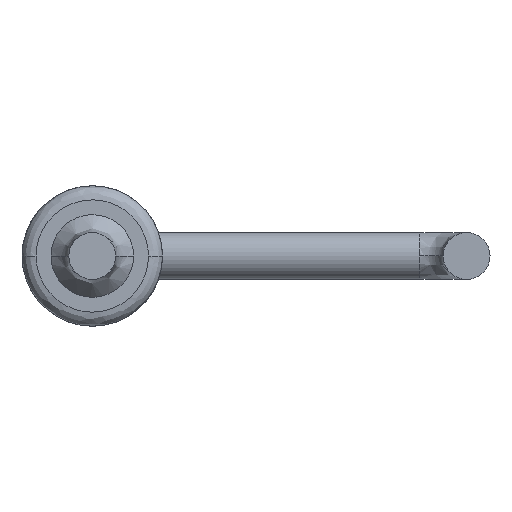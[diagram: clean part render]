
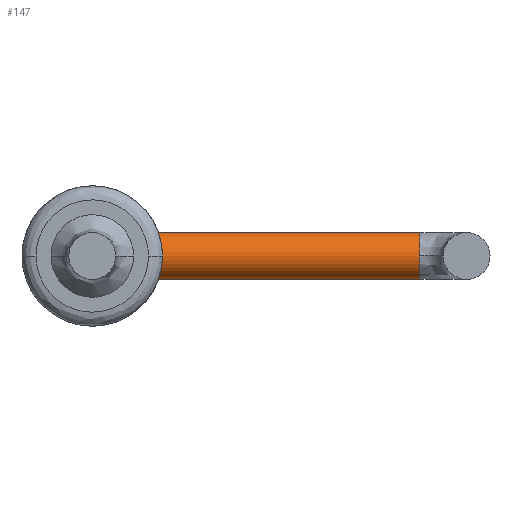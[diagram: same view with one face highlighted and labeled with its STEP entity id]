
A CAD part, front view. The second image highlights one B-rep face of the part: STEP entity #147.
In plain terms, the highlighted cylindrical face has radius 0.25 mm (diameter 0.5 mm), a partial arc.
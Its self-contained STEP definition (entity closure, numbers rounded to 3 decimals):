
#2 = CARTESIAN_POINT ( 'NONE',  ( 3.5, 5.75, 0. ) ) ;
#12 = VECTOR ( 'NONE', #463, 1000. ) ;
#13 = VERTEX_POINT ( 'NONE', #536 ) ;
#33 = DIRECTION ( 'NONE',  ( 0., 1., 0. ) ) ;
#52 = EDGE_CURVE ( 'NONE', #71, #13, #758, .T. ) ;
#53 = VERTEX_POINT ( 'NONE', #742 ) ;
#71 = VERTEX_POINT ( 'NONE', #342 ) ;
#89 = DIRECTION ( 'NONE',  ( 0., 1., 0. ) ) ;
#92 = EDGE_CURVE ( 'NONE', #53, #100, #1202, .T. ) ;
#100 = VERTEX_POINT ( 'NONE', #246 ) ;
#147 = ADVANCED_FACE ( 'NONE', ( #308 ), #690, .T. ) ;
#189 = ORIENTED_EDGE ( 'NONE', *, *, #92, .F. ) ;
#195 = CIRCLE ( 'NONE', #853, 0.25 ) ;
#214 = CIRCLE ( 'NONE', #604, 0.25 ) ;
#246 = CARTESIAN_POINT ( 'NONE',  ( 3.5, 6., 0.25 ) ) ;
#248 = EDGE_LOOP ( 'NONE', ( #189, #374, #1082, #837, #705, #651 ) ) ;
#281 = DIRECTION ( 'NONE',  ( 0., 0., -1. ) ) ;
#301 = CARTESIAN_POINT ( 'NONE',  ( 0.5, 6., 0. ) ) ;
#308 = FACE_OUTER_BOUND ( 'NONE', #248, .T. ) ;
#342 = CARTESIAN_POINT ( 'NONE',  ( 0.5, 5.75, 0. ) ) ;
#343 = CARTESIAN_POINT ( 'NONE',  ( 3.5, 6., 0. ) ) ;
#374 = ORIENTED_EDGE ( 'NONE', *, *, #715, .T. ) ;
#380 = VECTOR ( 'NONE', #817, 1000. ) ;
#412 = EDGE_CURVE ( 'NONE', #661, #1164, #214, .T. ) ;
#418 = DIRECTION ( 'NONE',  ( 1., 0., 0. ) ) ;
#446 = CIRCLE ( 'NONE', #490, 0.25 ) ;
#463 = DIRECTION ( 'NONE',  ( 1., 0., 0. ) ) ;
#490 = AXIS2_PLACEMENT_3D ( 'NONE', #343, #609, #33 ) ;
#527 = AXIS2_PLACEMENT_3D ( 'NONE', #301, #675, #281 ) ;
#536 = CARTESIAN_POINT ( 'NONE',  ( 0.5, 6., -0.25 ) ) ;
#564 = DIRECTION ( 'NONE',  ( 1., 0., 0. ) ) ;
#576 = CARTESIAN_POINT ( 'NONE',  ( 3.5, 6., 0. ) ) ;
#604 = AXIS2_PLACEMENT_3D ( 'NONE', #576, #1235, #89 ) ;
#609 = DIRECTION ( 'NONE',  ( 1., 0., 0. ) ) ;
#613 = LINE ( 'NONE', #889, #380 ) ;
#642 = CARTESIAN_POINT ( 'NONE',  ( 3.5, 6., -0.25 ) ) ;
#651 = ORIENTED_EDGE ( 'NONE', *, *, #787, .F. ) ;
#654 = DIRECTION ( 'NONE',  ( 0., 0., -1. ) ) ;
#661 = VERTEX_POINT ( 'NONE', #2 ) ;
#675 = DIRECTION ( 'NONE',  ( 1., 0., 0. ) ) ;
#690 = CYLINDRICAL_SURFACE ( 'NONE', #527, 0.25 ) ;
#705 = ORIENTED_EDGE ( 'NONE', *, *, #412, .F. ) ;
#715 = EDGE_CURVE ( 'NONE', #53, #71, #195, .T. ) ;
#742 = CARTESIAN_POINT ( 'NONE',  ( 0.5, 6., 0.25 ) ) ;
#751 = EDGE_CURVE ( 'NONE', #13, #1164, #613, .T. ) ;
#758 = CIRCLE ( 'NONE', #777, 0.25 ) ;
#777 = AXIS2_PLACEMENT_3D ( 'NONE', #840, #564, #654 ) ;
#787 = EDGE_CURVE ( 'NONE', #100, #661, #446, .T. ) ;
#817 = DIRECTION ( 'NONE',  ( 1., 0., 0. ) ) ;
#837 = ORIENTED_EDGE ( 'NONE', *, *, #751, .T. ) ;
#840 = CARTESIAN_POINT ( 'NONE',  ( 0.5, 6., 0. ) ) ;
#853 = AXIS2_PLACEMENT_3D ( 'NONE', #952, #418, #883 ) ;
#883 = DIRECTION ( 'NONE',  ( 0., 0., -1. ) ) ;
#889 = CARTESIAN_POINT ( 'NONE',  ( 0.5, 6., -0.25 ) ) ;
#952 = CARTESIAN_POINT ( 'NONE',  ( 0.5, 6., 0. ) ) ;
#1082 = ORIENTED_EDGE ( 'NONE', *, *, #52, .T. ) ;
#1109 = CARTESIAN_POINT ( 'NONE',  ( 0.5, 6., 0.25 ) ) ;
#1164 = VERTEX_POINT ( 'NONE', #642 ) ;
#1202 = LINE ( 'NONE', #1109, #12 ) ;
#1235 = DIRECTION ( 'NONE',  ( 1., 0., 0. ) ) ;
